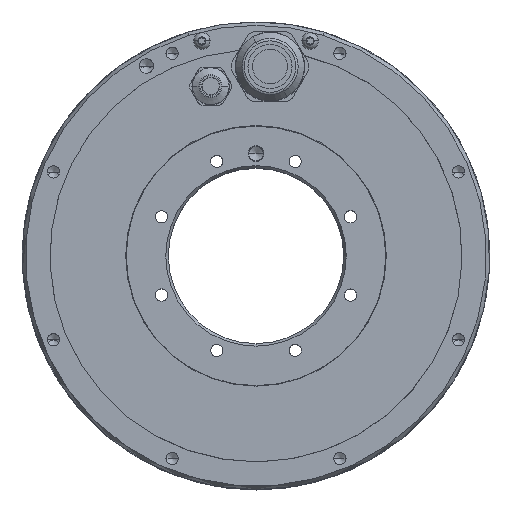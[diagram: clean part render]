
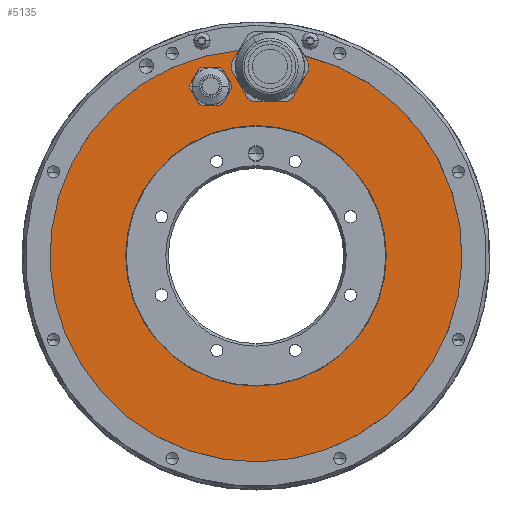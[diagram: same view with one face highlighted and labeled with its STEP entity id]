
A CAD part, top view. The second image highlights one B-rep face of the part: STEP entity #5135.
In plain terms, the highlighted planar face has unit normal (0, 0, 1).
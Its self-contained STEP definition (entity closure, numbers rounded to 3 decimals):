
#416=DIRECTION('',(0.5,-0.866,0.));
#417=VECTOR('',#416,3.137);
#418=CARTESIAN_POINT('',(-10.655,62.608,
-0.15));
#419=LINE('',#418,#417);
#420=CARTESIAN_POINT('',(-15.5,58.,-0.15));
#421=DIRECTION('',(0.,0.,1.));
#422=DIRECTION('',(0.725,0.689,0.));
#423=AXIS2_PLACEMENT_3D('',#420,#421,#422);
#425=DIRECTION('',(-1.,0.,0.));
#426=VECTOR('',#425,3.137);
#427=CARTESIAN_POINT('',(-13.931,64.5,-0.15));
#428=LINE('',#427,#426);
#429=CARTESIAN_POINT('',(-15.5,58.,-0.15));
#430=DIRECTION('',(0.,0.,1.));
#431=DIRECTION('',(-0.235,0.972,0.));
#432=AXIS2_PLACEMENT_3D('',#429,#430,#431);
#434=DIRECTION('',(0.5,0.866,0.));
#435=VECTOR('',#434,3.137);
#436=CARTESIAN_POINT('',(-21.913,59.892,-0.15));
#437=LINE('',#436,#435);
#438=CARTESIAN_POINT('',(-15.5,58.,-0.15));
#439=DIRECTION('',(0.,0.,1.));
#440=DIRECTION('',(-0.959,0.283,0.));
#441=AXIS2_PLACEMENT_3D('',#438,#439,#440);
#443=DIRECTION('',(-0.5,0.866,0.));
#444=VECTOR('',#443,3.137);
#445=CARTESIAN_POINT('',(-20.345,53.392,-0.15));
#446=LINE('',#445,#444);
#447=CARTESIAN_POINT('',(-15.5,58.,-0.15));
#448=DIRECTION('',(0.,0.,1.));
#449=DIRECTION('',(-0.725,-0.689,0.));
#450=AXIS2_PLACEMENT_3D('',#447,#448,#449);
#452=DIRECTION('',(1.,0.,0.));
#453=VECTOR('',#452,3.137);
#454=CARTESIAN_POINT('',(-17.069,51.5,-0.15));
#455=LINE('',#454,#453);
#456=CARTESIAN_POINT('',(-15.5,58.,-0.15));
#457=DIRECTION('',(0.,0.,1.));
#458=DIRECTION('',(0.235,-0.972,0.));
#459=AXIS2_PLACEMENT_3D('',#456,#457,#458);
#461=DIRECTION('',(-0.5,-0.866,0.));
#462=VECTOR('',#461,3.137);
#463=CARTESIAN_POINT('',(-9.087,56.108,-0.15));
#464=LINE('',#463,#462);
#465=CARTESIAN_POINT('',(-15.5,58.,-0.15));
#466=DIRECTION('',(0.,0.,1.));
#467=DIRECTION('',(0.959,-0.283,0.));
#468=AXIS2_PLACEMENT_3D('',#465,#466,#467);
#470=CARTESIAN_POINT('',(4.8,64.7,-0.15));
#471=DIRECTION('',(0.,0.,1.));
#472=DIRECTION('',(-0.766,-0.643,0.));
#473=AXIS2_PLACEMENT_3D('',#470,#471,#472);
#475=DIRECTION('',(-1.,0.,0.));
#476=VECTOR('',#475,4.249);
#477=CARTESIAN_POINT('',(6.924,52.7,-0.15));
#478=LINE('',#477,#476);
#479=CARTESIAN_POINT('',(4.8,64.7,-0.15));
#480=DIRECTION('',(0.,0.,1.));
#481=DIRECTION('',(0.174,-0.985,0.));
#482=AXIS2_PLACEMENT_3D('',#479,#480,#481);
#484=DIRECTION('',(-0.5,-0.866,0.));
#485=VECTOR('',#484,4.249);
#486=CARTESIAN_POINT('',(16.255,60.54,-0.15));
#487=LINE('',#486,#485);
#488=CARTESIAN_POINT('',(4.8,64.7,-0.15));
#489=DIRECTION('',(0.,0.,1.));
#490=DIRECTION('',(0.94,-0.341,0.));
#491=AXIS2_PLACEMENT_3D('',#488,#489,#490);
#493=DIRECTION('',(-0.5,-0.866,0.));
#494=VECTOR('',#493,1.613);
#495=CARTESIAN_POINT('',(-5.848,70.257,-0.15));
#496=LINE('',#495,#494);
#497=CARTESIAN_POINT('',(4.8,64.7,-0.15));
#498=DIRECTION('',(0.,0.,1.));
#499=DIRECTION('',(-0.94,0.341,0.));
#500=AXIS2_PLACEMENT_3D('',#497,#498,#499);
#502=DIRECTION('',(0.5,-0.866,0.));
#503=VECTOR('',#502,4.249);
#504=CARTESIAN_POINT('',(-6.655,60.54,-0.15));
#505=LINE('',#504,#503);
#515=CARTESIAN_POINT('',(0.,0.,-0.15));
#516=DIRECTION('',(0.,0.,1.));
#517=DIRECTION('',(-1.,0.,0.));
#518=AXIS2_PLACEMENT_3D('',#515,#516,#517);
#1644=CARTESIAN_POINT('',(0.,0.,-0.15));
#1645=DIRECTION('',(0.,0.,1.));
#1646=DIRECTION('',(-0.083,0.997,0.));
#1647=AXIS2_PLACEMENT_3D('',#1644,#1645,#1646);
#2621=CARTESIAN_POINT('',(0.,0.,-0.15));
#2622=DIRECTION('',(0.,0.,1.));
#2623=DIRECTION('',(1.,0.,0.));
#2624=AXIS2_PLACEMENT_3D('',#2621,#2622,#2623);
#3638=CARTESIAN_POINT('',(-44.59,0.,-0.15));
#3639=CARTESIAN_POINT('',(44.59,0.,-0.15));
#3640=VERTEX_POINT('',#3638);
#3641=VERTEX_POINT('',#3639);
#3810=CARTESIAN_POINT('',(-10.655,62.608,
-0.15));
#3811=CARTESIAN_POINT('',(-9.087,59.892,-0.15));
#3812=VERTEX_POINT('',#3810);
#3813=VERTEX_POINT('',#3811);
#3814=CARTESIAN_POINT('',(-13.931,64.5,-0.15));
#3815=VERTEX_POINT('',#3814);
#3816=CARTESIAN_POINT('',(-17.069,64.5,-0.15));
#3817=VERTEX_POINT('',#3816);
#3818=CARTESIAN_POINT('',(-20.345,62.608,-0.15));
#3819=VERTEX_POINT('',#3818);
#3820=CARTESIAN_POINT('',(-21.913,59.892,-0.15));
#3821=VERTEX_POINT('',#3820);
#3822=CARTESIAN_POINT('',(-21.913,56.108,
-0.15));
#3823=VERTEX_POINT('',#3822);
#3824=CARTESIAN_POINT('',(-20.345,53.392,-0.15));
#3825=VERTEX_POINT('',#3824);
#3826=CARTESIAN_POINT('',(-17.069,51.5,-0.15));
#3827=VERTEX_POINT('',#3826);
#3828=CARTESIAN_POINT('',(-13.931,51.5,-0.15));
#3829=VERTEX_POINT('',#3828);
#3830=CARTESIAN_POINT('',(-10.655,53.392,
-0.15));
#3831=VERTEX_POINT('',#3830);
#3832=CARTESIAN_POINT('',(-9.087,56.108,-0.15));
#3833=VERTEX_POINT('',#3832);
#4002=CARTESIAN_POINT('',(-4.53,56.86,-0.15));
#4003=CARTESIAN_POINT('',(2.676,52.7,-0.15));
#4004=VERTEX_POINT('',#4002);
#4005=VERTEX_POINT('',#4003);
#4006=CARTESIAN_POINT('',(-6.655,60.54,-0.15));
#4007=VERTEX_POINT('',#4006);
#4008=CARTESIAN_POINT('',(-6.655,68.86,
-0.15));
#4009=VERTEX_POINT('',#4008);
#4010=CARTESIAN_POINT('',(-5.848,70.257,-0.15));
#4011=VERTEX_POINT('',#4010);
#4012=CARTESIAN_POINT('',(16.255,60.54,
-0.15));
#4013=CARTESIAN_POINT('',(16.353,68.577,
-0.15));
#4014=VERTEX_POINT('',#4012);
#4015=VERTEX_POINT('',#4013);
#4016=CARTESIAN_POINT('',(14.13,56.86,-0.15));
#4017=VERTEX_POINT('',#4016);
#4018=CARTESIAN_POINT('',(6.924,52.7,-0.15));
#4019=VERTEX_POINT('',#4018);
#5079=CARTESIAN_POINT('',(0.,0.,-0.15));
#5080=DIRECTION('',(0.,0.,1.));
#5081=DIRECTION('',(1.,0.,0.));
#5082=AXIS2_PLACEMENT_3D('',#5079,#5080,#5081);
#5083=PLANE('',#5082);
#5085=ORIENTED_EDGE('',*,*,#5084,.T.);
#5087=ORIENTED_EDGE('',*,*,#5086,.F.);
#5089=ORIENTED_EDGE('',*,*,#5088,.T.);
#5090=ORIENTED_EDGE('',*,*,#5053,.F.);
#5092=ORIENTED_EDGE('',*,*,#5091,.T.);
#5094=ORIENTED_EDGE('',*,*,#5093,.F.);
#5096=ORIENTED_EDGE('',*,*,#5095,.T.);
#5098=ORIENTED_EDGE('',*,*,#5097,.T.);
#5100=ORIENTED_EDGE('',*,*,#5099,.T.);
#5101=EDGE_LOOP('',(#5085,#5087,#5089,#5090,#5092,#5094,#5096,#5098,#5100));
#5102=FACE_OUTER_BOUND('',#5101,.F.);
#5104=ORIENTED_EDGE('',*,*,#5103,.F.);
#5106=ORIENTED_EDGE('',*,*,#5105,.T.);
#5108=ORIENTED_EDGE('',*,*,#5107,.T.);
#5110=ORIENTED_EDGE('',*,*,#5109,.T.);
#5112=ORIENTED_EDGE('',*,*,#5111,.F.);
#5114=ORIENTED_EDGE('',*,*,#5113,.T.);
#5116=ORIENTED_EDGE('',*,*,#5115,.F.);
#5118=ORIENTED_EDGE('',*,*,#5117,.T.);
#5120=ORIENTED_EDGE('',*,*,#5119,.T.);
#5122=ORIENTED_EDGE('',*,*,#5121,.T.);
#5124=ORIENTED_EDGE('',*,*,#5123,.F.);
#5126=ORIENTED_EDGE('',*,*,#5125,.T.);
#5127=EDGE_LOOP('',(#5104,#5106,#5108,#5110,#5112,#5114,#5116,#5118,#5120,#5122,
#5124,#5126));
#5128=FACE_BOUND('',#5127,.F.);
#5130=ORIENTED_EDGE('',*,*,#5129,.T.);
#5132=ORIENTED_EDGE('',*,*,#5131,.T.);
#5133=EDGE_LOOP('',(#5130,#5132));
#5134=FACE_BOUND('',#5133,.F.);
#5135=ADVANCED_FACE('',(#5102,#5128,#5134),#5083,.T.);
#424=CIRCLE('',#423,6.687);
#433=CIRCLE('',#432,6.687);
#442=CIRCLE('',#441,6.687);
#451=CIRCLE('',#450,6.687);
#460=CIRCLE('',#459,6.687);
#469=CIRCLE('',#468,6.687);
#474=CIRCLE('',#473,12.187);
#483=CIRCLE('',#482,12.187);
#492=CIRCLE('',#491,12.187);
#501=CIRCLE('',#500,12.187);
#519=CIRCLE('',#518,44.59);
#1648=CIRCLE('',#1647,70.5);
#2625=CIRCLE('',#2624,44.59);
#5053=EDGE_CURVE('',#4014,#4017,#487,.T.);
#5084=EDGE_CURVE('',#4004,#4005,#474,.T.);
#5086=EDGE_CURVE('',#4019,#4005,#478,.T.);
#5088=EDGE_CURVE('',#4019,#4017,#483,.T.);
#5091=EDGE_CURVE('',#4014,#4015,#492,.T.);
#5093=EDGE_CURVE('',#4011,#4015,#1648,.T.);
#5095=EDGE_CURVE('',#4011,#4009,#496,.T.);
#5097=EDGE_CURVE('',#4009,#4007,#501,.T.);
#5099=EDGE_CURVE('',#4007,#4004,#505,.T.);
#5103=EDGE_CURVE('',#3812,#3813,#419,.T.);
#5105=EDGE_CURVE('',#3812,#3815,#424,.T.);
#5107=EDGE_CURVE('',#3815,#3817,#428,.T.);
#5109=EDGE_CURVE('',#3817,#3819,#433,.T.);
#5111=EDGE_CURVE('',#3821,#3819,#437,.T.);
#5113=EDGE_CURVE('',#3821,#3823,#442,.T.);
#5115=EDGE_CURVE('',#3825,#3823,#446,.T.);
#5117=EDGE_CURVE('',#3825,#3827,#451,.T.);
#5119=EDGE_CURVE('',#3827,#3829,#455,.T.);
#5121=EDGE_CURVE('',#3829,#3831,#460,.T.);
#5123=EDGE_CURVE('',#3833,#3831,#464,.T.);
#5125=EDGE_CURVE('',#3833,#3813,#469,.T.);
#5129=EDGE_CURVE('',#3640,#3641,#519,.T.);
#5131=EDGE_CURVE('',#3641,#3640,#2625,.T.);
